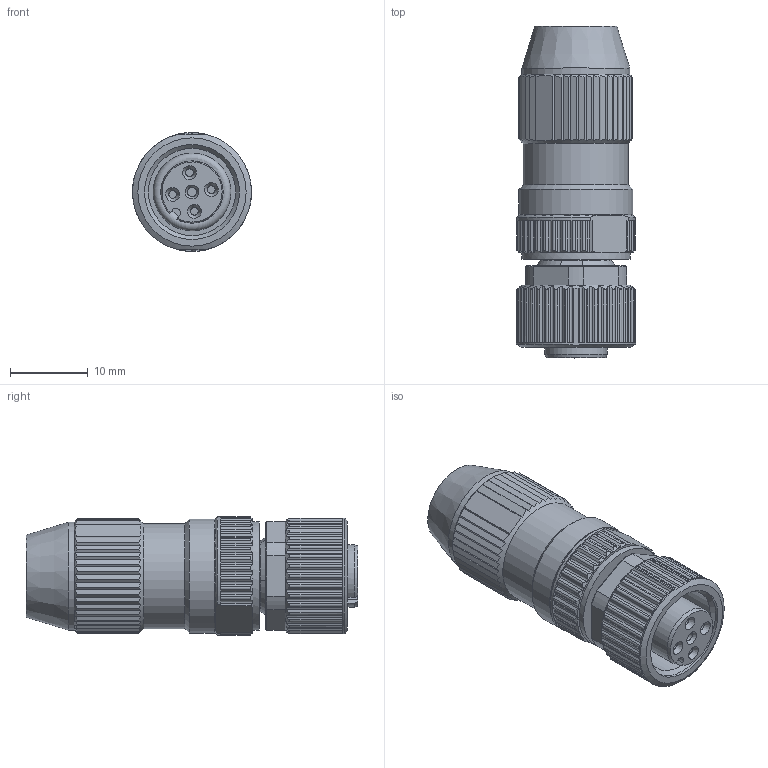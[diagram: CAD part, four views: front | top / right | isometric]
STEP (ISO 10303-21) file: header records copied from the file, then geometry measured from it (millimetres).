
FILE_DESCRIPTION(/* description */ (''),/* implementation_level */ '2;1');
FILE_NAME(/* name */ 'WAKC4S.stp',/* time_stamp */ '2016-12-13T09:18:53+01:00',/* author */ (''),/* organization */ (''),/* preprocessor_version */ 'ST-DEVELOPER v16',/* originating_system */ 'SIEMENS PLM Software NX 10.0',/* authorisation */ '');
FILE_SCHEMA (('AUTOMOTIVE_DESIGN { 1 0 10303 214 3 1 1 1 }'));
Length unit declared in the file: millimetre
Products named in the file (1): 100198377ugm000_a
Bounding box: 15.3 x 42.65 x 15.26 mm (x, y, z)
Volume: 5967.6 mm3; surface area: 3186.8 mm2
Topology: 1 solids, 1 shells, 441 faces, 1263 edges, 837 vertices
Faces by surface type: plane 259, cylinder 154, cone 24, torus 2, bspline 2
Full cylindrical faces by diameter (mm): 1 x4, 1.2 x1, 5.6 x1, 8.05 x1, 11.2 x1, 12.2 x1, 13.5 x1, 13.9 x1, 14 x1, 14.7 x1
Entity records: 15878 total; most frequent: CARTESIAN_POINT 5393, ORIENTED_EDGE 2456, DIRECTION 1866, EDGE_CURVE 1228, VERTEX_POINT 828, AXIS2_PLACEMENT_3D 654, LINE 558, VECTOR 558
